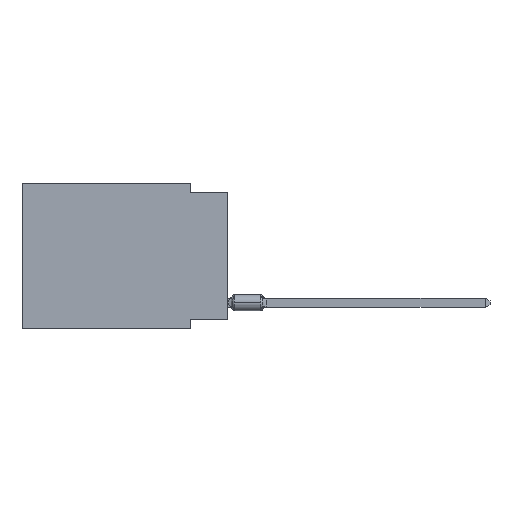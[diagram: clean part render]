
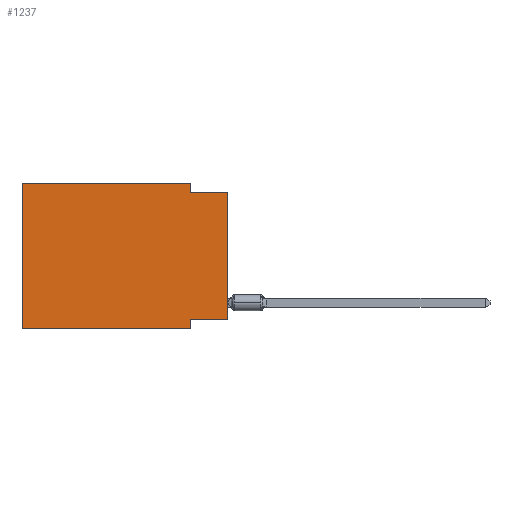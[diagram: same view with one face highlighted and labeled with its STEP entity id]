
A CAD part, left-side view. The second image highlights one B-rep face of the part: STEP entity #1237.
In plain terms, the highlighted planar face has unit normal (-1, 0, 0).
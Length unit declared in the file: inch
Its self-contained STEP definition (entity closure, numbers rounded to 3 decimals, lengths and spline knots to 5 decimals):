
#109 = EDGE_CURVE ( 'NONE', #11126, #6532, #10001, .T. ) ;
#341 = CARTESIAN_POINT ( 'NONE',  ( 0., 0.55, 0. ) ) ;
#405 = CARTESIAN_POINT ( 'NONE',  ( 0., 0., -0.365 ) ) ;
#586 = CARTESIAN_POINT ( 'NONE',  ( 0., 0.1, -0.39 ) ) ;
#849 = LINE ( 'NONE', #10825, #5112 ) ;
#977 = DIRECTION ( 'NONE',  ( 0., -1., 0. ) ) ;
#979 = CARTESIAN_POINT ( 'NONE',  ( 0., 0.1, -0.39 ) ) ;
#1237 = ADVANCED_FACE ( 'NONE', ( #7267 ), #2214, .F. ) ;
#1276 = VERTEX_POINT ( 'NONE', #11039 ) ;
#1555 = VECTOR ( 'NONE', #3814, 39.37008 ) ;
#1746 = ORIENTED_EDGE ( 'NONE', *, *, #11349, .T. ) ;
#2095 = ORIENTED_EDGE ( 'NONE', *, *, #109, .F. ) ;
#2214 = PLANE ( 'NONE',  #2996 ) ;
#2302 = EDGE_CURVE ( 'NONE', #6873, #8322, #9886, .T. ) ;
#2497 = CARTESIAN_POINT ( 'NONE',  ( 0., 0., -0.025 ) ) ;
#2516 = CARTESIAN_POINT ( 'NONE',  ( 0., 0.1, 0. ) ) ;
#2564 = VECTOR ( 'NONE', #5319, 39.37008 ) ;
#2580 = VECTOR ( 'NONE', #5192, 39.37008 ) ;
#2617 = DIRECTION ( 'NONE',  ( 0., 0., 1. ) ) ;
#2628 = ORIENTED_EDGE ( 'NONE', *, *, #9374, .F. ) ;
#2956 = ORIENTED_EDGE ( 'NONE', *, *, #3626, .F. ) ;
#2996 = AXIS2_PLACEMENT_3D ( 'NONE', #341, #8178, #6248 ) ;
#3143 = LINE ( 'NONE', #7119, #10294 ) ;
#3345 = VECTOR ( 'NONE', #2617, 39.37008 ) ;
#3424 = EDGE_CURVE ( 'NONE', #4904, #12690, #849, .T. ) ;
#3626 = EDGE_CURVE ( 'NONE', #8322, #1276, #3143, .T. ) ;
#3814 = DIRECTION ( 'NONE',  ( 0., 0., -1. ) ) ;
#3941 = VECTOR ( 'NONE', #7656, 39.37008 ) ;
#4513 = ORIENTED_EDGE ( 'NONE', *, *, #6944, .F. ) ;
#4529 = LINE ( 'NONE', #12636, #3941 ) ;
#4671 = CARTESIAN_POINT ( 'NONE',  ( 0., 0., -0.365 ) ) ;
#4904 = VERTEX_POINT ( 'NONE', #11590 ) ;
#5112 = VECTOR ( 'NONE', #977, 39.37008 ) ;
#5169 = DIRECTION ( 'NONE',  ( 0., 0., -1. ) ) ;
#5192 = DIRECTION ( 'NONE',  ( 0., 1., 0. ) ) ;
#5319 = DIRECTION ( 'NONE',  ( 0., 0., 1. ) ) ;
#6248 = DIRECTION ( 'NONE',  ( 0., 0., -1. ) ) ;
#6532 = VERTEX_POINT ( 'NONE', #10611 ) ;
#6873 = VERTEX_POINT ( 'NONE', #8545 ) ;
#6905 = CARTESIAN_POINT ( 'NONE',  ( 0., 0.55, 0. ) ) ;
#6944 = EDGE_CURVE ( 'NONE', #1276, #7733, #4529, .T. ) ;
#6985 = EDGE_LOOP ( 'NONE', ( #1746, #4513, #2956, #12358, #2628, #9713, #7822, #2095 ) ) ;
#7119 = CARTESIAN_POINT ( 'NONE',  ( 0., 0.1, 0. ) ) ;
#7267 = FACE_OUTER_BOUND ( 'NONE', #6985, .T. ) ;
#7548 = LINE ( 'NONE', #11501, #3345 ) ;
#7656 = DIRECTION ( 'NONE',  ( 0., -1., 0. ) ) ;
#7733 = VERTEX_POINT ( 'NONE', #2497 ) ;
#7810 = DIRECTION ( 'NONE',  ( 0., -1., 0. ) ) ;
#7822 = ORIENTED_EDGE ( 'NONE', *, *, #11726, .F. ) ;
#8178 = DIRECTION ( 'NONE',  ( 1., 0., 0. ) ) ;
#8322 = VERTEX_POINT ( 'NONE', #2516 ) ;
#8545 = CARTESIAN_POINT ( 'NONE',  ( 0., 0.55, 0. ) ) ;
#9374 = EDGE_CURVE ( 'NONE', #4904, #6873, #7548, .T. ) ;
#9713 = ORIENTED_EDGE ( 'NONE', *, *, #3424, .T. ) ;
#9886 = LINE ( 'NONE', #6905, #12330 ) ;
#9979 = LINE ( 'NONE', #979, #1555 ) ;
#10001 = LINE ( 'NONE', #405, #2580 ) ;
#10067 = LINE ( 'NONE', #10308, #2564 ) ;
#10294 = VECTOR ( 'NONE', #5169, 39.37008 ) ;
#10308 = CARTESIAN_POINT ( 'NONE',  ( 0., 0., 0. ) ) ;
#10611 = CARTESIAN_POINT ( 'NONE',  ( 0., 0.1, -0.365 ) ) ;
#10825 = CARTESIAN_POINT ( 'NONE',  ( 0., 0.55, -0.39 ) ) ;
#11039 = CARTESIAN_POINT ( 'NONE',  ( 0., 0.1, -0.025 ) ) ;
#11126 = VERTEX_POINT ( 'NONE', #4671 ) ;
#11349 = EDGE_CURVE ( 'NONE', #11126, #7733, #10067, .T. ) ;
#11501 = CARTESIAN_POINT ( 'NONE',  ( 0., 0.55, 0. ) ) ;
#11590 = CARTESIAN_POINT ( 'NONE',  ( 0., 0.55, -0.39 ) ) ;
#11726 = EDGE_CURVE ( 'NONE', #6532, #12690, #9979, .T. ) ;
#12330 = VECTOR ( 'NONE', #7810, 39.37008 ) ;
#12358 = ORIENTED_EDGE ( 'NONE', *, *, #2302, .F. ) ;
#12636 = CARTESIAN_POINT ( 'NONE',  ( 0., 0., -0.025 ) ) ;
#12690 = VERTEX_POINT ( 'NONE', #586 ) ;
